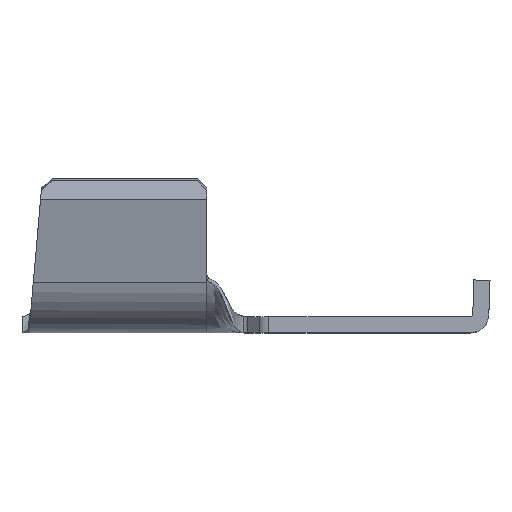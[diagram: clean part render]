
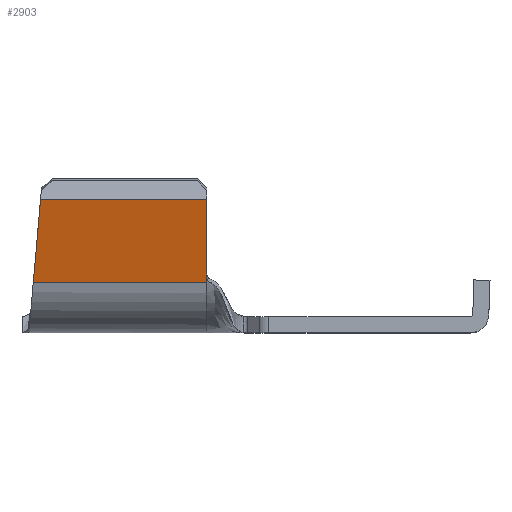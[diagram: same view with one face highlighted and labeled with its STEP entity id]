
A CAD part, top view. The second image highlights one B-rep face of the part: STEP entity #2903.
In plain terms, the highlighted planar face has unit normal (0, -0.22, 0.976).
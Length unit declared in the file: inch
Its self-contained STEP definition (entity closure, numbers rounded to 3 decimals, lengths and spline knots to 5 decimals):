
#100 = VECTOR ( 'NONE', #2906, 39.37008 ) ;
#210 = EDGE_CURVE ( 'NONE', #6036, #1036, #3052, .T. ) ;
#249 = DIRECTION ( 'NONE',  ( 0., 0.22, -0.976 ) ) ;
#385 = LINE ( 'NONE', #2526, #4532 ) ;
#392 = DIRECTION ( 'NONE',  ( -0.085, -0.972, -0.219 ) ) ;
#500 = EDGE_CURVE ( 'NONE', #3889, #5386, #385, .T. ) ;
#502 = CARTESIAN_POINT ( 'NONE',  ( -0.353, 0.1092, 0.13657 ) ) ;
#773 = CARTESIAN_POINT ( 'NONE',  ( -0.353, 0.1092, 0.13657 ) ) ;
#776 = FACE_OUTER_BOUND ( 'NONE', #3482, .T. ) ;
#781 = CARTESIAN_POINT ( 'NONE',  ( -0.73045, 0.1092, 0.13657 ) ) ;
#1036 = VERTEX_POINT ( 'NONE', #781 ) ;
#1330 = CARTESIAN_POINT ( 'NONE',  ( -0.353, 0.12142, 0.13933 ) ) ;
#1641 = DIRECTION ( 'NONE',  ( -1., 0., 0. ) ) ;
#1890 = CARTESIAN_POINT ( 'NONE',  ( -0.353, 0.1214, 0.13932 ) ) ;
#1953 = VECTOR ( 'NONE', #2634, 39.37008 ) ;
#2104 = CARTESIAN_POINT ( 'NONE',  ( -0.71457, 0.29069, 0.1775 ) ) ;
#2267 = CARTESIAN_POINT ( 'NONE',  ( -0.353, 0.29069, 0.1775 ) ) ;
#2389 = DIRECTION ( 'NONE',  ( 0., 0.976, 0.22 ) ) ;
#2454 = AXIS2_PLACEMENT_3D ( 'NONE', #5049, #249, #2389 ) ;
#2526 = CARTESIAN_POINT ( 'NONE',  ( -0.353, 0.1092, 0.13657 ) ) ;
#2602 = CARTESIAN_POINT ( 'NONE',  ( -0.353, 0.1092, 0.13657 ) ) ;
#2634 = DIRECTION ( 'NONE',  ( -1., 0., 0. ) ) ;
#2667 = VECTOR ( 'NONE', #1641, 39.37008 ) ;
#2745 = VERTEX_POINT ( 'NONE', #1330 ) ;
#2903 = ADVANCED_FACE ( 'NONE', ( #776 ), #2909, .F. ) ;
#2906 = DIRECTION ( 'NONE',  ( 0., -0.976, -0.22 ) ) ;
#2909 = PLANE ( 'NONE',  #2454 ) ;
#2944 = EDGE_CURVE ( 'NONE', #5386, #2745, #2989, .T. ) ;
#2989 = B_SPLINE_CURVE_WITH_KNOTS ( 'NONE', 3,
 ( #6691, #1890, #4026, #6162 ),
 .UNSPECIFIED., .F., .F.,
 ( 4, 4 ),
 ( 0., 0. ),
 .UNSPECIFIED. ) ;
#3052 = LINE ( 'NONE', #5192, #6856 ) ;
#3281 = ORIENTED_EDGE ( 'NONE', *, *, #2944, .T. ) ;
#3402 = EDGE_CURVE ( 'NONE', #5454, #6036, #4292, .T. ) ;
#3482 = EDGE_LOOP ( 'NONE', ( #4072, #4079, #4694, #3806, #3281, #5039 ) ) ;
#3806 = ORIENTED_EDGE ( 'NONE', *, *, #500, .T. ) ;
#3889 = VERTEX_POINT ( 'NONE', #2602 ) ;
#4026 = CARTESIAN_POINT ( 'NONE',  ( -0.353, 0.12141, 0.13932 ) ) ;
#4072 = ORIENTED_EDGE ( 'NONE', *, *, #3402, .T. ) ;
#4079 = ORIENTED_EDGE ( 'NONE', *, *, #210, .T. ) ;
#4292 = LINE ( 'NONE', #6438, #2667 ) ;
#4532 = VECTOR ( 'NONE', #4651, 39.37008 ) ;
#4651 = DIRECTION ( 'NONE',  ( 0., 0.976, 0.22 ) ) ;
#4694 = ORIENTED_EDGE ( 'NONE', *, *, #6897, .F. ) ;
#5039 = ORIENTED_EDGE ( 'NONE', *, *, #6243, .F. ) ;
#5049 = CARTESIAN_POINT ( 'NONE',  ( -0.353, 0.1092, 0.13657 ) ) ;
#5192 = CARTESIAN_POINT ( 'NONE',  ( -0.72772, 0.1404, 0.14361 ) ) ;
#5300 = LINE ( 'NONE', #502, #1953 ) ;
#5385 = CARTESIAN_POINT ( 'NONE',  ( -0.353, 0.12139, 0.13932 ) ) ;
#5386 = VERTEX_POINT ( 'NONE', #5385 ) ;
#5454 = VERTEX_POINT ( 'NONE', #2267 ) ;
#5570 = LINE ( 'NONE', #773, #100 ) ;
#6036 = VERTEX_POINT ( 'NONE', #2104 ) ;
#6162 = CARTESIAN_POINT ( 'NONE',  ( -0.353, 0.12142, 0.13933 ) ) ;
#6243 = EDGE_CURVE ( 'NONE', #5454, #2745, #5570, .T. ) ;
#6438 = CARTESIAN_POINT ( 'NONE',  ( -0.353, 0.29069, 0.1775 ) ) ;
#6691 = CARTESIAN_POINT ( 'NONE',  ( -0.353, 0.12139, 0.13932 ) ) ;
#6856 = VECTOR ( 'NONE', #392, 39.37008 ) ;
#6897 = EDGE_CURVE ( 'NONE', #3889, #1036, #5300, .T. ) ;
